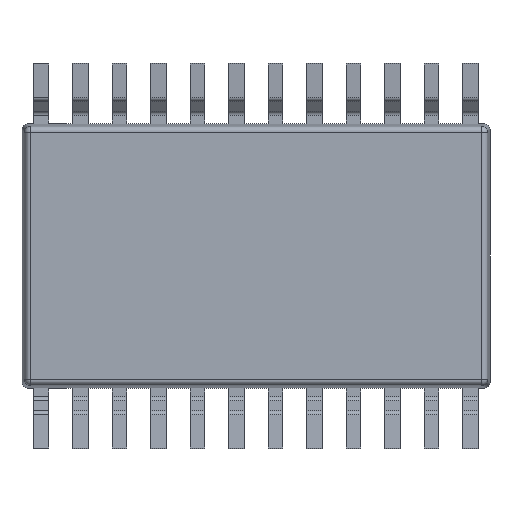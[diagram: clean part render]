
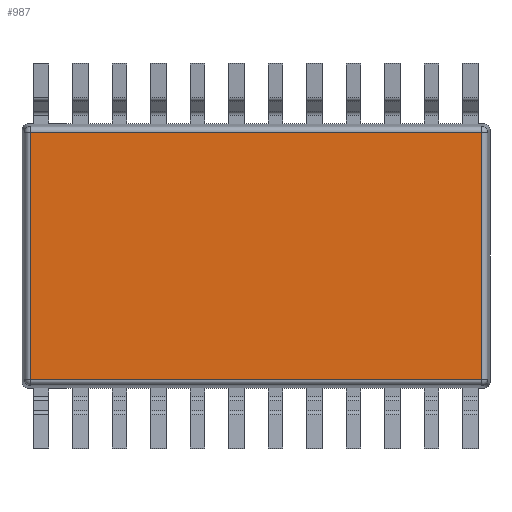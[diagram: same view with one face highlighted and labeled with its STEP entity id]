
A CAD part, front view. The second image highlights one B-rep face of the part: STEP entity #987.
In plain terms, the highlighted planar face has unit normal (0, -1, 0).
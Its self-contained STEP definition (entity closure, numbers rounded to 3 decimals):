
#987 = ADVANCED_FACE('',(#988),#1022,.T.);
#988 = FACE_BOUND('',#989,.T.);
#989 = EDGE_LOOP('',(#990,#1000,#1008,#1016));
#990 = ORIENTED_EDGE('',*,*,#991,.T.);
#991 = EDGE_CURVE('',#992,#994,#996,.T.);
#992 = VERTEX_POINT('',#993);
#993 = CARTESIAN_POINT('',(-3.76,0.1,2.06));
#994 = VERTEX_POINT('',#995);
#995 = CARTESIAN_POINT('',(-3.76,0.1,-2.06));
#996 = LINE('',#997,#998);
#997 = CARTESIAN_POINT('',(-3.76,0.1,0.));
#998 = VECTOR('',#999,1.);
#999 = DIRECTION('',(-0.,-0.,-1.));
#1000 = ORIENTED_EDGE('',*,*,#1001,.T.);
#1001 = EDGE_CURVE('',#994,#1002,#1004,.T.);
#1002 = VERTEX_POINT('',#1003);
#1003 = CARTESIAN_POINT('',(3.76,0.1,-2.06));
#1004 = LINE('',#1005,#1006);
#1005 = CARTESIAN_POINT('',(-0.,0.1,-2.06));
#1006 = VECTOR('',#1007,1.);
#1007 = DIRECTION('',(1.,-0.,-0.));
#1008 = ORIENTED_EDGE('',*,*,#1009,.T.);
#1009 = EDGE_CURVE('',#1002,#1010,#1012,.T.);
#1010 = VERTEX_POINT('',#1011);
#1011 = CARTESIAN_POINT('',(3.76,0.1,2.06));
#1012 = LINE('',#1013,#1014);
#1013 = CARTESIAN_POINT('',(3.76,0.1,0.));
#1014 = VECTOR('',#1015,1.);
#1015 = DIRECTION('',(-0.,-0.,1.));
#1016 = ORIENTED_EDGE('',*,*,#1017,.T.);
#1017 = EDGE_CURVE('',#1010,#992,#1018,.T.);
#1018 = LINE('',#1019,#1020);
#1019 = CARTESIAN_POINT('',(-0.,0.1,2.06));
#1020 = VECTOR('',#1021,1.);
#1021 = DIRECTION('',(-1.,-0.,-0.));
#1022 = PLANE('',#1023);
#1023 = AXIS2_PLACEMENT_3D('',#1024,#1025,#1026);
#1024 = CARTESIAN_POINT('',(0.,0.1,0.));
#1025 = DIRECTION('',(0.,-1.,0.));
#1026 = DIRECTION('',(0.,-0.,-1.));
